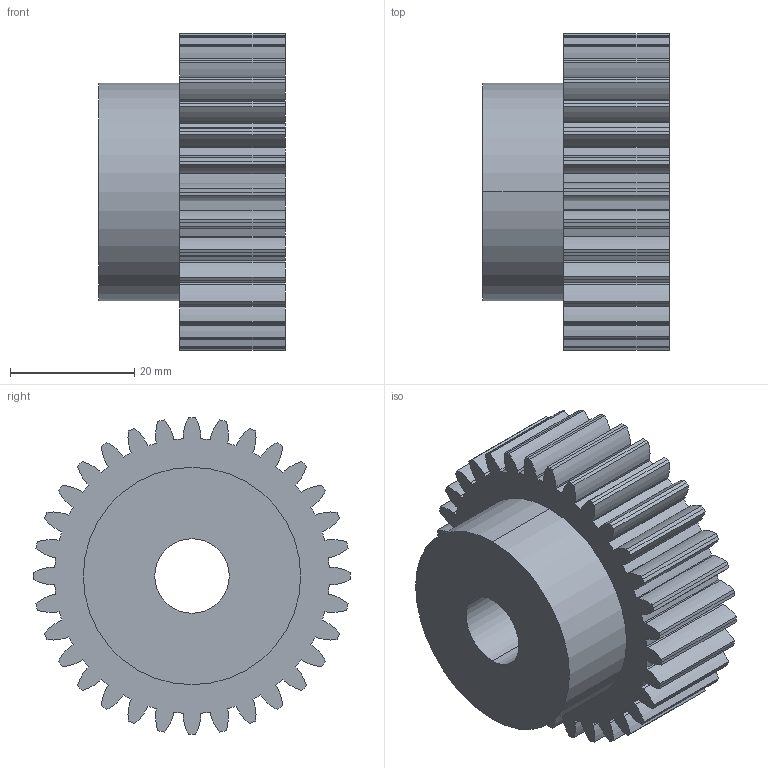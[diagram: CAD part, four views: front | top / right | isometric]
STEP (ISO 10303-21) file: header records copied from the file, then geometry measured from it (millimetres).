
FILE_DESCRIPTION (( 'STEP AP214' ), '1' );
FILE_NAME ('Z32 M1.5.STEP', '2021-10-25T09:46:18', ( '' ), ( '' ), 'SwSTEP 2.0', 'SolidWorks 2020', '' );
FILE_SCHEMA (( 'AUTOMOTIVE_DESIGN' ));
Length unit declared in the file: millimetre
Products named in the file (1): Z32 M1.5
Bounding box: 30 x 51 x 51 mm (x, y, z)
Volume: 39487.4 mm3; surface area: 11215.5 mm2
Topology: 1 solids, 1 shells, 231 faces, 684 edges, 456 vertices
Faces by surface type: plane 131, cylinder 100
Entity records: 7796 total; most frequent: CARTESIAN_POINT 1372, ORIENTED_EDGE 1368, DIRECTION 1348, EDGE_CURVE 684, LINE 484, VECTOR 484, VERTEX_POINT 456, AXIS2_PLACEMENT_3D 432
